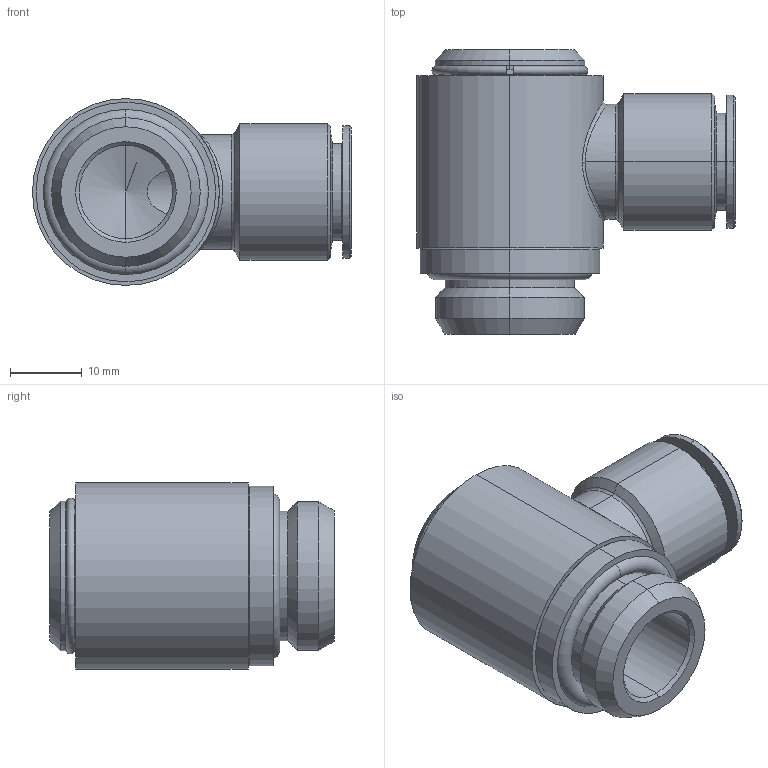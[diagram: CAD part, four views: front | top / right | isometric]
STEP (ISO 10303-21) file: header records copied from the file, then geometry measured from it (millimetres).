
FILE_DESCRIPTION (( 'STEP AP203' ), '1' );
FILE_NAME ('A0080064.STEP', '2009-03-02T14:29:15', ( 'UT1' ), ( '' ), 'SwSTEP 2.0', 'SolidWorks 2009', '' );
FILE_SCHEMA (( 'CONFIG_CONTROL_DESIGN' ));
Length unit declared in the file: millimetre
Products named in the file (1): A0080064
Bounding box: 44.4 x 39.6 x 26 mm (x, y, z)
Volume: 16068.6 mm3; surface area: 7772.6 mm2
Topology: 1 solids, 1 shells, 94 faces, 206 edges, 119 vertices
Faces by surface type: cylinder 31, cone 30, plane 25, torus 6, bspline 2
Entity records: 3278 total; most frequent: CARTESIAN_POINT 1133, DIRECTION 466, ORIENTED_EDGE 404, EDGE_CURVE 202, AXIS2_PLACEMENT_3D 191, VERTEX_POINT 119, EDGE_LOOP 105, CIRCLE 98
